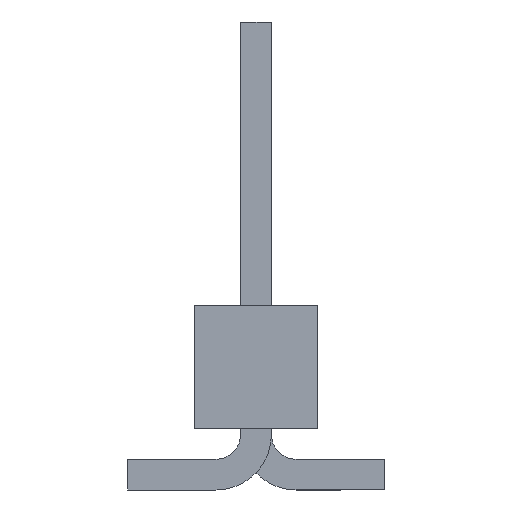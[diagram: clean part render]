
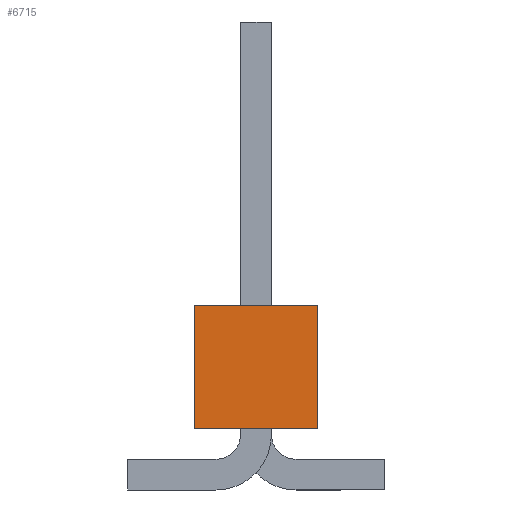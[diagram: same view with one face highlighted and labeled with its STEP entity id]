
A CAD part, left-side view. The second image highlights one B-rep face of the part: STEP entity #6715.
In plain terms, the highlighted planar face has unit normal (-1, 0, 0).
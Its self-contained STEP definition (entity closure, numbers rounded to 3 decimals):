
#1018 = VERTEX_POINT('',#1019);
#1019 = CARTESIAN_POINT('',(-35.56,1.27,-1.27));
#1025 = EDGE_CURVE('',#1018,#1026,#1028,.T.);
#1026 = VERTEX_POINT('',#1027);
#1027 = CARTESIAN_POINT('',(-35.56,1.27,1.27));
#1028 = LINE('',#1029,#1030);
#1029 = CARTESIAN_POINT('',(-35.56,1.27,-1.27));
#1030 = VECTOR('',#1031,1.);
#1031 = DIRECTION('',(0.,0.,1.));
#5458 = VERTEX_POINT('',#5459);
#5459 = CARTESIAN_POINT('',(-35.56,-1.27,1.27));
#5465 = EDGE_CURVE('',#5466,#5458,#5468,.T.);
#5466 = VERTEX_POINT('',#5467);
#5467 = CARTESIAN_POINT('',(-35.56,-1.27,-1.27));
#5468 = LINE('',#5469,#5470);
#5469 = CARTESIAN_POINT('',(-35.56,-1.27,-1.27));
#5470 = VECTOR('',#5471,1.);
#5471 = DIRECTION('',(0.,0.,1.));
#5494 = EDGE_CURVE('',#1018,#5466,#5495,.T.);
#5495 = LINE('',#5496,#5497);
#5496 = CARTESIAN_POINT('',(-35.56,1.27,-1.27));
#5497 = VECTOR('',#5498,1.);
#5498 = DIRECTION('',(0.,-1.,0.));
#6704 = EDGE_CURVE('',#1026,#5458,#6705,.T.);
#6705 = LINE('',#6706,#6707);
#6706 = CARTESIAN_POINT('',(-35.56,1.27,1.27));
#6707 = VECTOR('',#6708,1.);
#6708 = DIRECTION('',(0.,-1.,0.));
#6715 = ADVANCED_FACE('',(#6716),#6722,.F.);
#6716 = FACE_BOUND('',#6717,.T.);
#6717 = EDGE_LOOP('',(#6718,#6719,#6720,#6721));
#6718 = ORIENTED_EDGE('',*,*,#5465,.T.);
#6719 = ORIENTED_EDGE('',*,*,#6704,.F.);
#6720 = ORIENTED_EDGE('',*,*,#1025,.F.);
#6721 = ORIENTED_EDGE('',*,*,#5494,.T.);
#6722 = PLANE('',#6723);
#6723 = AXIS2_PLACEMENT_3D('',#6724,#6725,#6726);
#6724 = CARTESIAN_POINT('',(-35.56,1.27,-1.27));
#6725 = DIRECTION('',(1.,0.,0.));
#6726 = DIRECTION('',(0.,0.,-1.));
